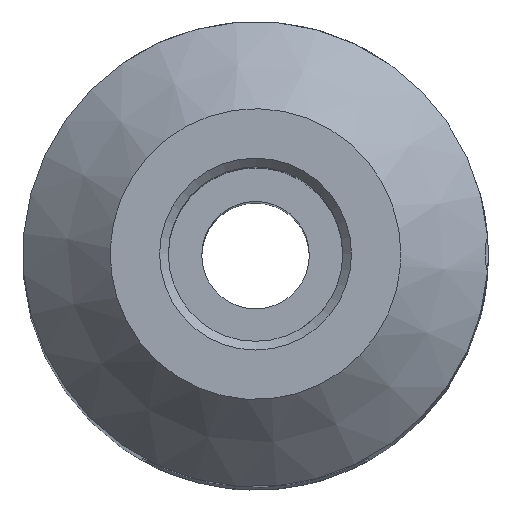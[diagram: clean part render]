
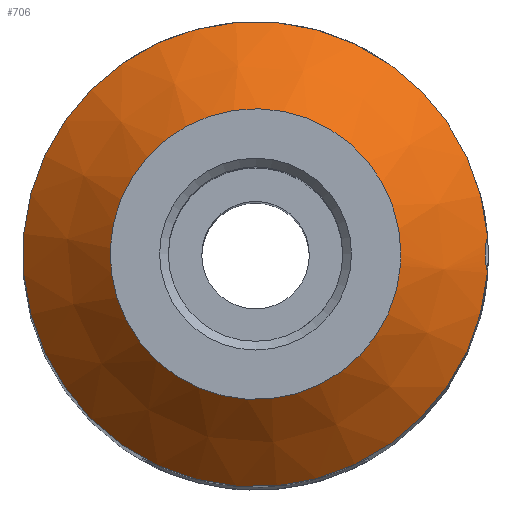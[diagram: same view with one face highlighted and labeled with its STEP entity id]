
A CAD part, top view. The second image highlights one B-rep face of the part: STEP entity #706.
In plain terms, the highlighted conical face has half-angle 45 degrees and reference radius 5 mm.
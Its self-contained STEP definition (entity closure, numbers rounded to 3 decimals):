
#15 = EDGE_CURVE ( 'NONE', #790, #790, #730, .T. ) ;
#37 = CARTESIAN_POINT ( 'NONE',  ( 7.974, -0.64, 72. ) ) ;
#44 = EDGE_CURVE ( 'NONE', #1009, #530, #872, .T. ) ;
#102 = CARTESIAN_POINT ( 'NONE',  ( 7.9, -0.218, 72.1 ) ) ;
#110 = CONICAL_SURFACE ( 'NONE', #160, 5., 0.785 ) ;
#143 = ORIENTED_EDGE ( 'NONE', *, *, #1097, .F. ) ;
#160 = AXIS2_PLACEMENT_3D ( 'NONE', #166, #602, #1040 ) ;
#166 = CARTESIAN_POINT ( 'NONE',  ( 0., 0., 75. ) ) ;
#204 = DIRECTION ( 'NONE',  ( 1., 0., 0. ) ) ;
#210 = EDGE_LOOP ( 'NONE', ( #1299, #143 ) ) ;
#235 = CARTESIAN_POINT ( 'NONE',  ( 0., 0., 75. ) ) ;
#293 = FACE_OUTER_BOUND ( 'NONE', #210, .T. ) ;
#464 = CARTESIAN_POINT ( 'NONE',  ( 7.974, 0.64, 72. ) ) ;
#501 = AXIS2_PLACEMENT_3D ( 'NONE', #1392, #1185, #204 ) ;
#512 = CARTESIAN_POINT ( 'NONE',  ( 7.974, 0.64, 72. ) ) ;
#530 = VERTEX_POINT ( 'NONE', #1266 ) ;
#537 = ORIENTED_EDGE ( 'NONE', *, *, #15, .F. ) ;
#553 = CARTESIAN_POINT ( 'NONE',  ( 7.925, -0.436, 72.066 ) ) ;
#559 = EDGE_LOOP ( 'NONE', ( #537 ) ) ;
#572 = CARTESIAN_POINT ( 'NONE',  ( 7.931, 0.434, 72.058 ) ) ;
#602 = DIRECTION ( 'NONE',  ( 0., 0., -1. ) ) ;
#624 = FACE_BOUND ( 'NONE', #559, .T. ) ;
#670 = DIRECTION ( 'NONE',  ( 0., 0., 1. ) ) ;
#678 = CARTESIAN_POINT ( 'NONE',  ( 7.95, 0.538, 72.033 ) ) ;
#706 = ADVANCED_FACE ( 'NONE', ( #293, #624 ), #110, .T. ) ;
#730 = CIRCLE ( 'NONE', #959, 5. ) ;
#760 = DIRECTION ( 'NONE',  ( 1., 0., 0. ) ) ;
#782 = CARTESIAN_POINT ( 'NONE',  ( 5., 0., 75. ) ) ;
#790 = VERTEX_POINT ( 'NONE', #782 ) ;
#872 = B_SPLINE_CURVE_WITH_KNOTS ( 'NONE', 3,
 ( #464, #678, #572, #1089, #1105, #102, #553, #37 ),
 .UNSPECIFIED., .F., .F.,
 ( 4, 2, 2, 4 ),
 ( 0., 0., 0.001, 0.001 ),
 .UNSPECIFIED. ) ;
#959 = AXIS2_PLACEMENT_3D ( 'NONE', #235, #670, #760 ) ;
#1009 = VERTEX_POINT ( 'NONE', #512 ) ;
#1040 = DIRECTION ( 'NONE',  ( -1., 0., 0. ) ) ;
#1089 = CARTESIAN_POINT ( 'NONE',  ( 7.906, 0.22, 72.091 ) ) ;
#1097 = EDGE_CURVE ( 'NONE', #530, #1009, #1121, .T. ) ;
#1105 = CARTESIAN_POINT ( 'NONE',  ( 7.9, 0.11, 72.1 ) ) ;
#1121 = CIRCLE ( 'NONE', #501, 8. ) ;
#1185 = DIRECTION ( 'NONE',  ( 0., 0., -1. ) ) ;
#1266 = CARTESIAN_POINT ( 'NONE',  ( 7.974, -0.64, 72. ) ) ;
#1299 = ORIENTED_EDGE ( 'NONE', *, *, #44, .F. ) ;
#1392 = CARTESIAN_POINT ( 'NONE',  ( 0., 0., 72. ) ) ;
